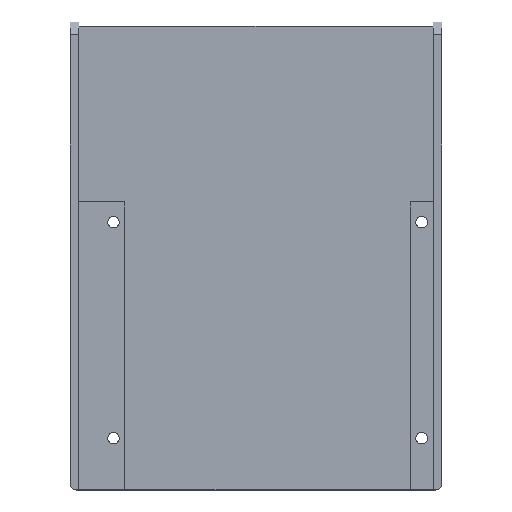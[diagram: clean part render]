
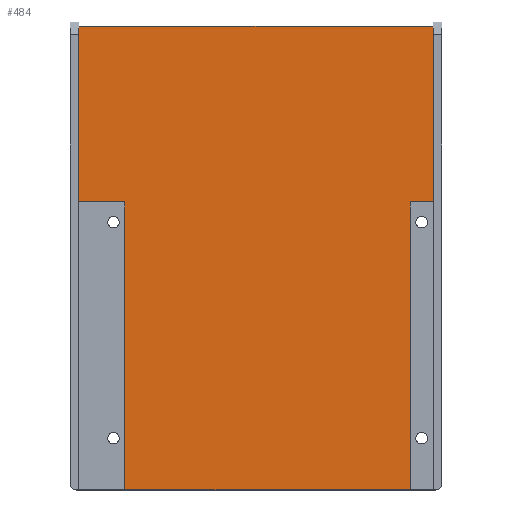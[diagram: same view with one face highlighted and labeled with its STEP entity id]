
A CAD part, top view. The second image highlights one B-rep face of the part: STEP entity #484.
In plain terms, the highlighted planar face has unit normal (0, 0, 1).
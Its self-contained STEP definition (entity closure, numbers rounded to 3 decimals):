
#36=PLANE('',#534);
#60=FACE_OUTER_BOUND('',#92,.T.);
#92=EDGE_LOOP('',(#428,#429,#430,#431,#432,#433,#434,#435));
#107=LINE('',#705,#161);
#123=LINE('',#743,#177);
#125=LINE('',#747,#179);
#130=LINE('',#761,#184);
#132=LINE('',#765,#186);
#144=LINE('',#788,#198);
#145=LINE('',#791,#199);
#146=LINE('',#792,#200);
#161=VECTOR('',#571,10.);
#177=VECTOR('',#603,10.);
#179=VECTOR('',#607,10.);
#184=VECTOR('',#620,10.);
#186=VECTOR('',#624,10.);
#198=VECTOR('',#650,10.);
#199=VECTOR('',#653,10.);
#200=VECTOR('',#654,10.);
#232=VERTEX_POINT('',#702);
#233=VERTEX_POINT('',#704);
#247=VERTEX_POINT('',#742);
#248=VERTEX_POINT('',#746);
#253=VERTEX_POINT('',#760);
#254=VERTEX_POINT('',#764);
#258=VERTEX_POINT('',#785);
#259=VERTEX_POINT('',#790);
#278=EDGE_CURVE('',#232,#233,#107,.T.);
#297=EDGE_CURVE('',#247,#233,#123,.T.);
#299=EDGE_CURVE('',#248,#247,#125,.T.);
#306=EDGE_CURVE('',#232,#253,#130,.T.);
#308=EDGE_CURVE('',#253,#254,#132,.T.);
#320=EDGE_CURVE('',#258,#248,#144,.T.);
#321=EDGE_CURVE('',#258,#259,#145,.T.);
#322=EDGE_CURVE('',#254,#259,#146,.T.);
#428=ORIENTED_EDGE('',*,*,#321,.F.);
#429=ORIENTED_EDGE('',*,*,#320,.T.);
#430=ORIENTED_EDGE('',*,*,#299,.T.);
#431=ORIENTED_EDGE('',*,*,#297,.T.);
#432=ORIENTED_EDGE('',*,*,#278,.F.);
#433=ORIENTED_EDGE('',*,*,#306,.T.);
#434=ORIENTED_EDGE('',*,*,#308,.T.);
#435=ORIENTED_EDGE('',*,*,#322,.T.);
#484=ADVANCED_FACE('',(#60),#36,.T.);
#534=AXIS2_PLACEMENT_3D('',#789,#651,#652);
#571=DIRECTION('',(-1.,0.,0.));
#603=DIRECTION('',(0.,-1.,0.));
#607=DIRECTION('',(1.,0.,0.));
#620=DIRECTION('',(0.,1.,0.));
#624=DIRECTION('',(1.,0.,0.));
#650=DIRECTION('',(0.,-1.,0.));
#651=DIRECTION('center_axis',(0.,0.,1.));
#652=DIRECTION('ref_axis',(1.,0.,0.));
#653=DIRECTION('',(1.,0.,0.));
#654=DIRECTION('',(0.,1.,0.));
#702=CARTESIAN_POINT('',(47.,-228.,25.));
#704=CARTESIAN_POINT('',(-52.,-228.,25.));
#705=CARTESIAN_POINT('',(58.,-228.,25.));
#742=CARTESIAN_POINT('',(-52.,-128.,25.));
#743=CARTESIAN_POINT('',(-52.,-157.25,25.));
#746=CARTESIAN_POINT('',(-68.,-128.,25.));
#747=CARTESIAN_POINT('',(-29.25,-128.,25.));
#760=CARTESIAN_POINT('',(47.,-128.,25.));
#761=CARTESIAN_POINT('',(47.,-107.25,25.));
#764=CARTESIAN_POINT('',(55.,-128.,25.));
#765=CARTESIAN_POINT('',(24.25,-128.,25.));
#785=CARTESIAN_POINT('',(-68.,-67.,25.));
#788=CARTESIAN_POINT('',(-68.,-157.25,25.));
#789=CARTESIAN_POINT('Origin',(-6.5,-86.5,25.));
#790=CARTESIAN_POINT('',(55.,-67.,25.));
#791=CARTESIAN_POINT('',(25.75,-67.,25.));
#792=CARTESIAN_POINT('',(55.,-17.25,25.));
